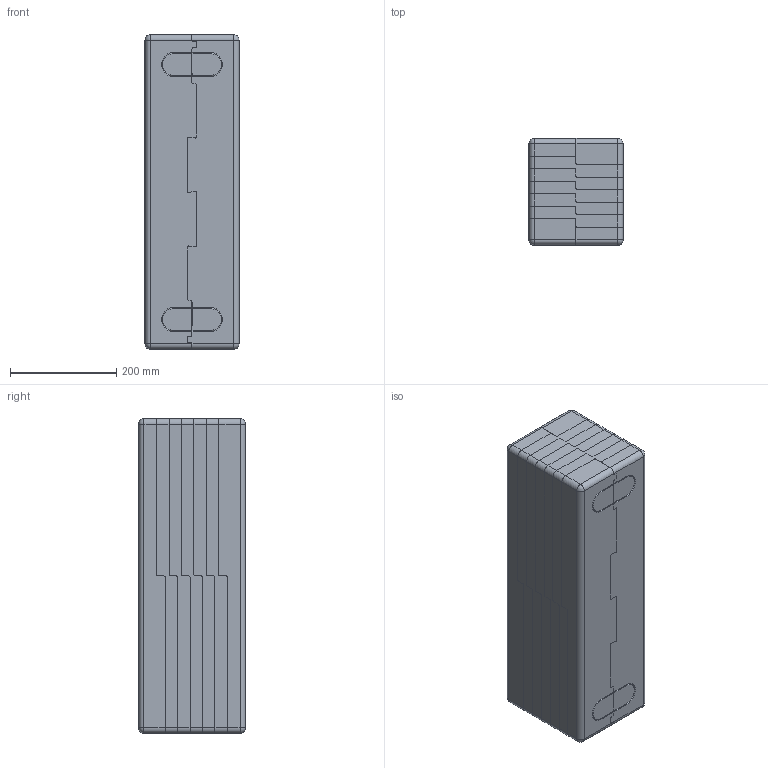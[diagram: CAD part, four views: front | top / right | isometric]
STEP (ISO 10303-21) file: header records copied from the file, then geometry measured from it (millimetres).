
FILE_DESCRIPTION(/* description */ (''),/* implementation_level */ '2;1');
FILE_NAME(/* name */ '3d_R...B-60-60-8144800.stp',/* time_stamp */ '2020-09-18T10:52:51+02:00',/* author */ ('Andrzej'),/* organization */ (''),/* preprocessor_version */ 'ST-DEVELOPER v16.13',/* originating_system */ 'AutoCAD Mechanical',/* authorisation */ '');
FILE_SCHEMA (('AUTOMOTIVE_DESIGN { 1 0 10303 214 3 1 1 }'));
Length unit declared in the file: millimetre
Products named in the file (1): Product
Bounding box: 177 x 201 x 592 mm (x, y, z)
Volume: 10171290.4 mm3; surface area: 1508427.1 mm2
Topology: 9 solids, 9 shells, 742 faces, 2076 edges, 1352 vertices
Faces by surface type: plane 426, cylinder 292, cone 16, sphere 8
Entity records: 23862 total; most frequent: CARTESIAN_POINT 4171, DIRECTION 4170, ORIENTED_EDGE 4152, EDGE_CURVE 2076, LINE 1468, VECTOR 1468, VERTEX_POINT 1352, AXIS2_PLACEMENT_3D 1351
